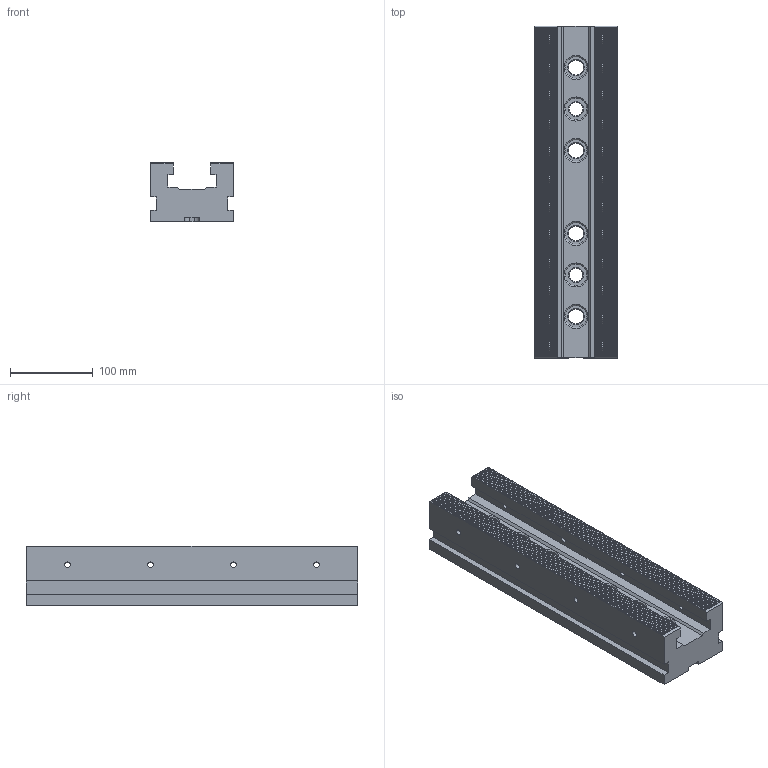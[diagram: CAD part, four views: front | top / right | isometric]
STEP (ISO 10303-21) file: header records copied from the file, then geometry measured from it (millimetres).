
FILE_DESCRIPTION( ( 'Unknown' ), '1' );
FILE_NAME( 'SVF-AB01-10040-100.stp', 'Unknown', ( 'Unknown' ), ( 'Unknown' ), 'PSStep 17.0.49', 'Unknown', ' ' );
FILE_SCHEMA( ( 'AUTOMOTIVE_DESIGN { 1 0 10303 214 1 1 1 1 }' ) );
Length unit declared in the file: millimetre
Products named in the file (1): 1
Bounding box: 100 x 400 x 72 mm (x, y, z)
Volume: 2028121.2 mm3; surface area: 215765.9 mm2
Topology: 1 solids, 1 shells, 1042 faces, 3104 edges, 2070 vertices
Faces by surface type: plane 996, cylinder 26, cone 20
Full cylindrical faces by diameter (mm): 5 x2, 6.8 x8, 16 x2, 18 x4, 26 x6
Entity records: 42284 total; most frequent: CARTESIAN_POINT 6129, ORIENTED_EDGE 6076, DIRECTION 5194, EDGE_CURVE 3038, LINE 2968, VECTOR 2968, VERTEX_POINT 2048, EDGE_LOOP 1118
